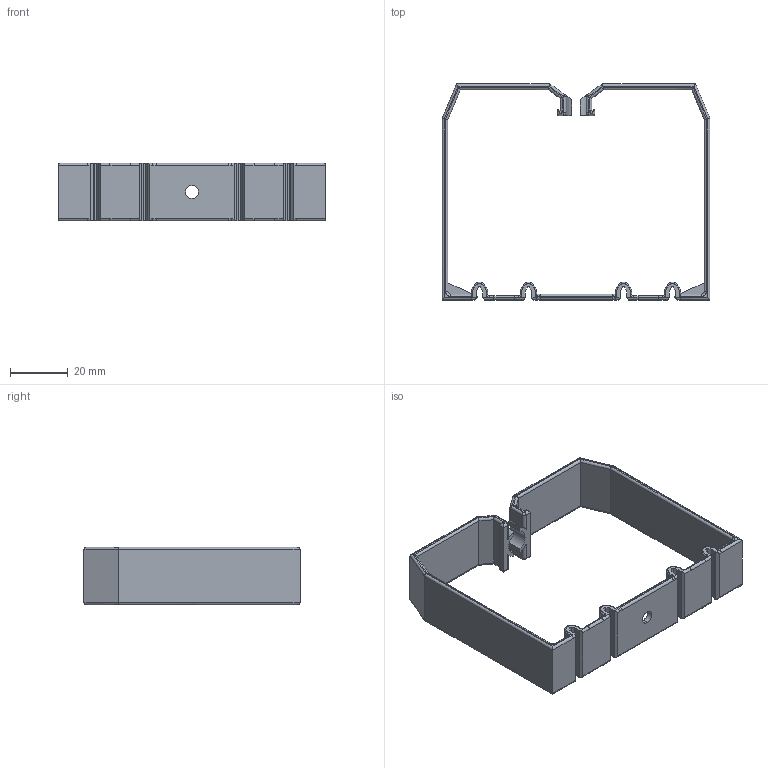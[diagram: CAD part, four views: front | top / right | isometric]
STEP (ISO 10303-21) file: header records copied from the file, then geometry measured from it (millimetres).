
FILE_DESCRIPTION (( 'STEP AP214' ), '1' );
FILE_NAME ('0.1.0.0.553455.STEP', '2024-09-24T07:08:33', ( '' ), ( '' ), 'SwSTEP 2.0', 'SolidWorks 2023', '' );
FILE_SCHEMA (( 'AUTOMOTIVE_DESIGN' ));
Length unit declared in the file: millimetre
Products named in the file (1): 0.1.0.0.553455
Bounding box: 93 x 75 x 20 mm (x, y, z)
Volume: 13497.8 mm3; surface area: 15362.8 mm2
Topology: 1 solids, 1 shells, 339 faces, 875 edges, 538 vertices
Faces by surface type: cylinder 195, plane 96, torus 48
Entity records: 10315 total; most frequent: CARTESIAN_POINT 2062, DIRECTION 1759, ORIENTED_EDGE 1750, EDGE_CURVE 875, AXIS2_PLACEMENT_3D 627, VERTEX_POINT 538, VECTOR 505, LINE 505
